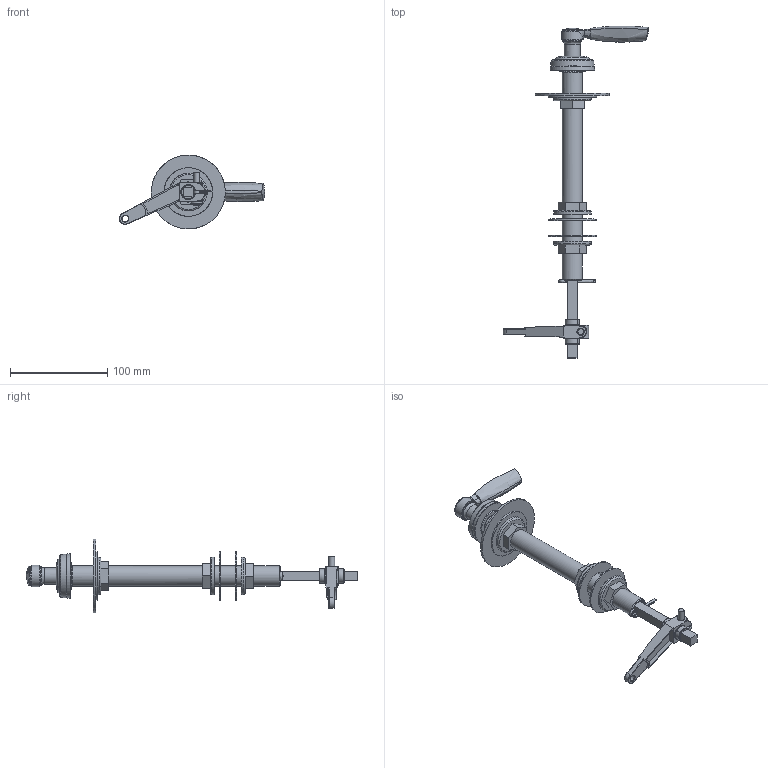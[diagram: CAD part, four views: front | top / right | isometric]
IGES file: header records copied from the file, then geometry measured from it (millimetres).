
Global section: file name: T1077EXT-LB; native system: Autodesk Inventor 2020; preprocessor: unknown; author: rclarke; date: 20200520.115918; units: millimetre
Bounding box: 149.5 x 341.72 x 75.95 mm (x, y, z)
Volume: 145301.1 mm3; surface area: 95038.3 mm2
Topology: 23 solids, 23 shells, 431 faces, 1117 edges, 751 vertices
Faces by surface type: bspline 431
